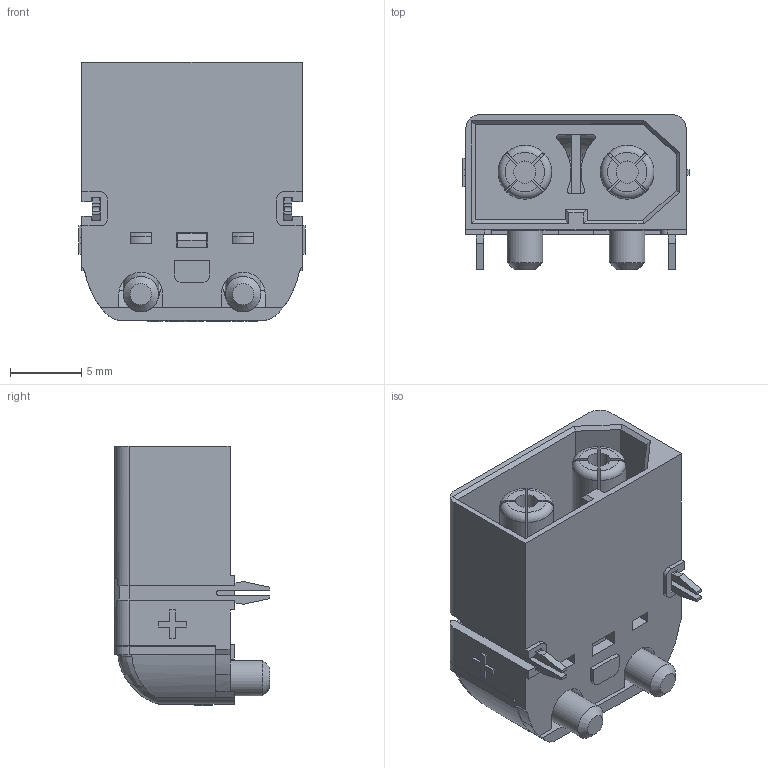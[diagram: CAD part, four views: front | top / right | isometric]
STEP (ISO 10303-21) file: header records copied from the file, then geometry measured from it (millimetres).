
FILE_DESCRIPTION(/* description */ ('Unknown'),/* implementation_level */ '2;1');
FILE_NAME(/* name */ 'XT60PW-M',/* time_stamp */ '2023-08-31T12:38:49+02:00',/* author */ ('Unknown'),/* organization */ ('Unknown'),/* preprocessor_version */ 'ST-DEVELOPER v18.102',/* originating_system */ 'Solid Edge',/* authorisation */ 'Unknown');
FILE_SCHEMA (('AUTOMOTIVE_DESIGN {1 0 10303 214 3 1 1}'));
Length unit declared in the file: millimetre
Products named in the file (1): XT60PW-M
Bounding box: 15.9 x 10.95 x 18.28 mm (x, y, z)
Volume: 1161.5 mm3; surface area: 2849.6 mm2
Topology: 1 solids, 5 shells, 608 faces, 1678 edges, 1095 vertices
Faces by surface type: plane 401, cylinder 162, bspline 27, torus 10, cone 6, sphere 2
Full cylindrical faces by diameter (mm): 0.478 x1, 0.96 x1, 1.211 x1, 2.5 x4, 3.5 x2, 3.771 x2, 4.2 x2
Entity records: 25151 total; most frequent: CARTESIAN_POINT 5713, ORIENTED_EDGE 3300, DIRECTION 2869, EDGE_CURVE 1650, LINE 1169, VECTOR 1169, VERTEX_POINT 1088, AXIS2_PLACEMENT_3D 850
